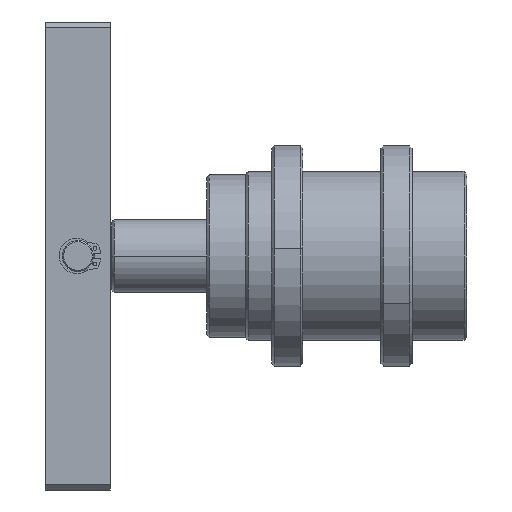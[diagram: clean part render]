
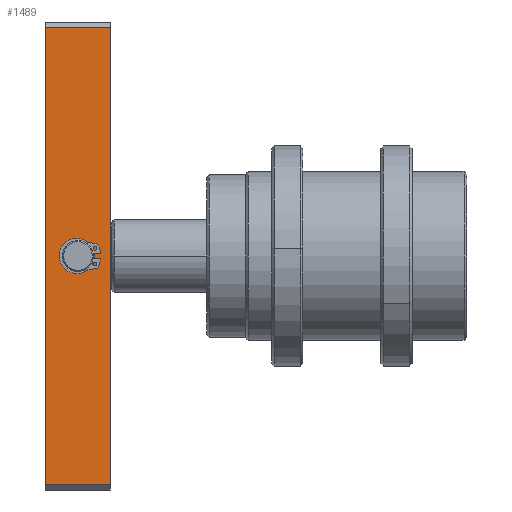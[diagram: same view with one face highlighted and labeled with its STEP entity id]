
A CAD part, left-side view. The second image highlights one B-rep face of the part: STEP entity #1489.
In plain terms, the highlighted face is planar.
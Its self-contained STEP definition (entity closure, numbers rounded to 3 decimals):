
#80 = AXIS2_PLACEMENT_3D ( 'NONE', #3162, #3139, #3138 ) ;
#280 = VECTOR ( 'NONE', #6108, 1000. ) ;
#351 = LINE ( 'NONE', #2546, #413 ) ;
#388 = LINE ( 'NONE', #1655, #550 ) ;
#413 = VECTOR ( 'NONE', #2545, 1000. ) ;
#423 = CIRCLE ( 'NONE', #709, 6.5 ) ;
#444 = LINE ( 'NONE', #3010, #280 ) ;
#486 = LINE ( 'NONE', #1451, #490 ) ;
#490 = VECTOR ( 'NONE', #1444, 1000. ) ;
#550 = VECTOR ( 'NONE', #1660, 1000. ) ;
#709 = AXIS2_PLACEMENT_3D ( 'NONE', #1654, #1653, #1652 ) ;
#747 = AXIS2_PLACEMENT_3D ( 'NONE', #5927, #5926, #5925 ) ;
#818 = ORIENTED_EDGE ( 'NONE', *, *, #4928, .T. ) ;
#861 = ORIENTED_EDGE ( 'NONE', *, *, #4927, .T. ) ;
#868 = ORIENTED_EDGE ( 'NONE', *, *, #4830, .T. ) ;
#899 = ORIENTED_EDGE ( 'NONE', *, *, #4880, .F. ) ;
#911 = ORIENTED_EDGE ( 'NONE', *, *, #5058, .T. ) ;
#947 = ORIENTED_EDGE ( 'NONE', *, *, #4983, .T. ) ;
#1444 = DIRECTION ( 'NONE',  ( -1., 0., 0. ) ) ;
#1451 = CARTESIAN_POINT ( 'NONE',  ( 0., 0., -25. ) ) ;
#1489 = ADVANCED_FACE ( 'NONE', ( #6370, #6366 ), #3141, .F. ) ;
#1652 = DIRECTION ( 'NONE',  ( 1., 0., 0. ) ) ;
#1653 = DIRECTION ( 'NONE',  ( 0., 0., 1. ) ) ;
#1654 = CARTESIAN_POINT ( 'NONE',  ( 90., 12.5, -25. ) ) ;
#1655 = CARTESIAN_POINT ( 'NONE',  ( 2., 25., -25. ) ) ;
#1660 = DIRECTION ( 'NONE',  ( 0., 1., 0. ) ) ;
#2087 = CARTESIAN_POINT ( 'NONE',  ( 178., 25., -25. ) ) ;
#2119 = CARTESIAN_POINT ( 'NONE',  ( 178., 0., -25. ) ) ;
#2130 = CARTESIAN_POINT ( 'NONE',  ( 2., 0., -25. ) ) ;
#2151 = CARTESIAN_POINT ( 'NONE',  ( 96.5, 12.5, -25. ) ) ;
#2192 = CARTESIAN_POINT ( 'NONE',  ( 83.5, 12.5, -25. ) ) ;
#2545 = DIRECTION ( 'NONE',  ( -1., 0., 0. ) ) ;
#2546 = CARTESIAN_POINT ( 'NONE',  ( 0., 25., -25. ) ) ;
#2765 = VERTEX_POINT ( 'NONE', #2192 ) ;
#2794 = VERTEX_POINT ( 'NONE', #2151 ) ;
#2824 = VERTEX_POINT ( 'NONE', #2130 ) ;
#2887 = VERTEX_POINT ( 'NONE', #2119 ) ;
#2906 = VERTEX_POINT ( 'NONE', #2087 ) ;
#2961 = VERTEX_POINT ( 'NONE', #3450 ) ;
#3010 = CARTESIAN_POINT ( 'NONE',  ( 178., 25., -25. ) ) ;
#3138 = DIRECTION ( 'NONE',  ( 1., 0., 0. ) ) ;
#3139 = DIRECTION ( 'NONE',  ( 0., 0., 1. ) ) ;
#3141 = PLANE ( 'NONE',  #80 ) ;
#3162 = CARTESIAN_POINT ( 'NONE',  ( 0., 25., -25. ) ) ;
#3450 = CARTESIAN_POINT ( 'NONE',  ( 2., 25., -25. ) ) ;
#4640 = EDGE_LOOP ( 'NONE', ( #868, #818, #899, #947 ) ) ;
#4756 = EDGE_LOOP ( 'NONE', ( #861, #911 ) ) ;
#4830 = EDGE_CURVE ( 'NONE', #2887, #2824, #486, .T. ) ;
#4880 = EDGE_CURVE ( 'NONE', #2906, #2961, #351, .T. ) ;
#4927 = EDGE_CURVE ( 'NONE', #2765, #2794, #423, .T. ) ;
#4928 = EDGE_CURVE ( 'NONE', #2824, #2961, #388, .T. ) ;
#4983 = EDGE_CURVE ( 'NONE', #2906, #2887, #444, .T. ) ;
#5058 = EDGE_CURVE ( 'NONE', #2794, #2765, #5817, .T. ) ;
#5817 = CIRCLE ( 'NONE', #747, 6.5 ) ;
#5925 = DIRECTION ( 'NONE',  ( 1., 0., 0. ) ) ;
#5926 = DIRECTION ( 'NONE',  ( 0., 0., 1. ) ) ;
#5927 = CARTESIAN_POINT ( 'NONE',  ( 90., 12.5, -25. ) ) ;
#6108 = DIRECTION ( 'NONE',  ( 0., -1., 0. ) ) ;
#6366 = FACE_OUTER_BOUND ( 'NONE', #4640, .T. ) ;
#6370 = FACE_BOUND ( 'NONE', #4756, .T. ) ;
